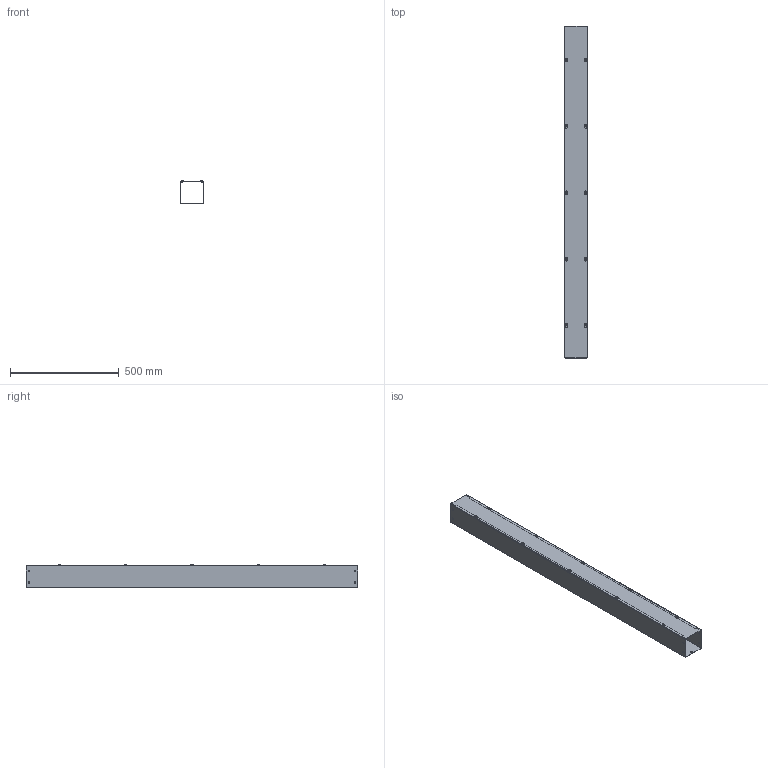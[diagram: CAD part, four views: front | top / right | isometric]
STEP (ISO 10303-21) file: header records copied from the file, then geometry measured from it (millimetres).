
FILE_DESCRIPTION (( 'STEP AP203' ), '1' );
FILE_NAME ('CWSC460NK.step', '2024-04-25T15:08:13', ( '' ), ( '' ), 'SwSTEP 2.0', 'SolidWorks 2023', '' );
FILE_SCHEMA (( 'CONFIG_CONTROL_DESIGN' ));
Length unit declared in the file: inch
Products named in the file (1): CWSC460NK
Bounding box: 104.5 x 1524 x 108.94 mm (x, y, z)
Volume: 950432.4 mm3; surface area: 1322464 mm2
Topology: 12 solids, 12 shells, 366 faces, 936 edges, 604 vertices
Faces by surface type: plane 178, cylinder 128, bspline 40, cone 20
Entity records: 13133 total; most frequent: CARTESIAN_POINT 4167, ORIENTED_EDGE 1872, DIRECTION 1826, EDGE_CURVE 936, AXIS2_PLACEMENT_3D 663, VERTEX_POINT 604, VECTOR 500, LINE 500
